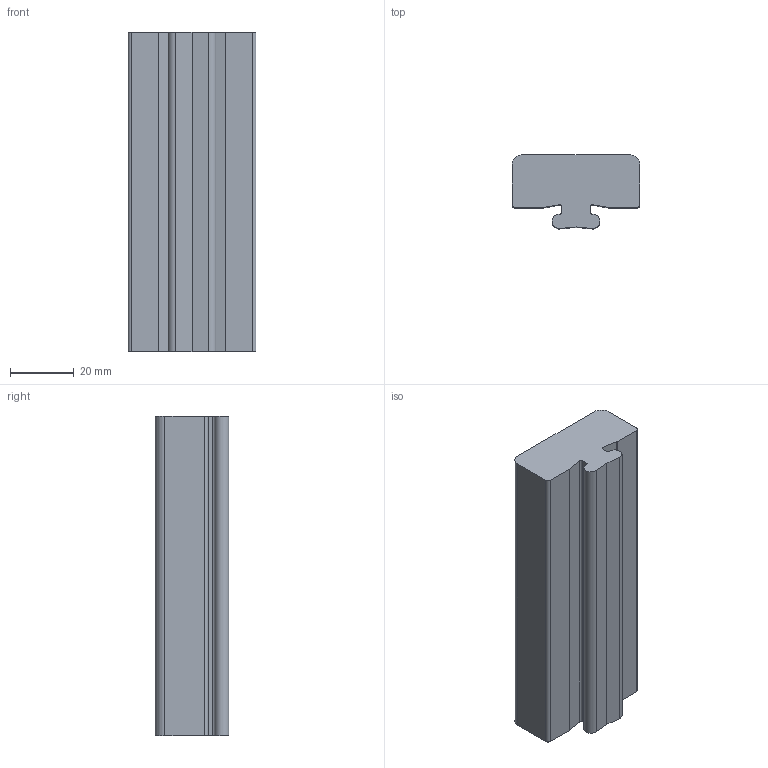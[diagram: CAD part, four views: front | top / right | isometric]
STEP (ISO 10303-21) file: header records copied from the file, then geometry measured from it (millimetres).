
FILE_DESCRIPTION(('Creo Elements/Direct Modeling STEP Export'),'2;1');
FILE_NAME('44.0026_Schaumprofil-C-MMS-44_C-40x16,5-2m-gelb.stp','2022-03-21T 9:01:16',(''),(''),'PTC Creo Elements/Direct Modeling STEP processor for AP214 (Solid Model)','PTC Creo Elements/Direct Modeling 19.0C 15-Aug-2015 (C) Parametric Technology GmbH','');
FILE_SCHEMA(('AUTOMOTIVE_DESIGN { 1 0 10303 214 1 1 1 1 }'));
Length unit declared in the file: millimetre
Products named in the file (2): Schaumprofil-C-MMS-44_C-40x165-2m-gelb_44.0026_PX174820
Assembly tree (1 placements, depth 2):
  Schaumprofil-C-MMS-44_C-40x165-2m-gelb_44.0026_PX174820
    Schaumprofil-C-MMS-44_C-40x165-2m-gelb_44.0026_PX174820
Bounding box: 40 x 22.99 x 100 mm (x, y, z)
Volume: 72821 mm3; surface area: 14654.9 mm2
Topology: 1 solids, 1 shells, 27 faces, 75 edges, 50 vertices
Faces by surface type: plane 15, cylinder 12
Entity records: 918 total; most frequent: DIRECTION 157, CARTESIAN_POINT 154, ORIENTED_EDGE 150, EDGE_CURVE 75, AXIS2_PLACEMENT_3D 53, VECTOR 51, LINE 51, VERTEX_POINT 50
